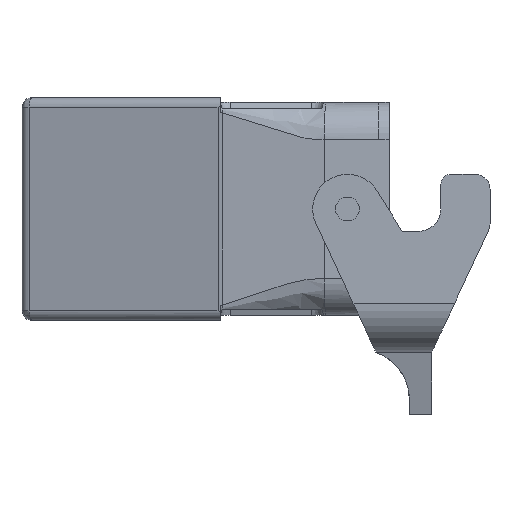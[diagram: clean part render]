
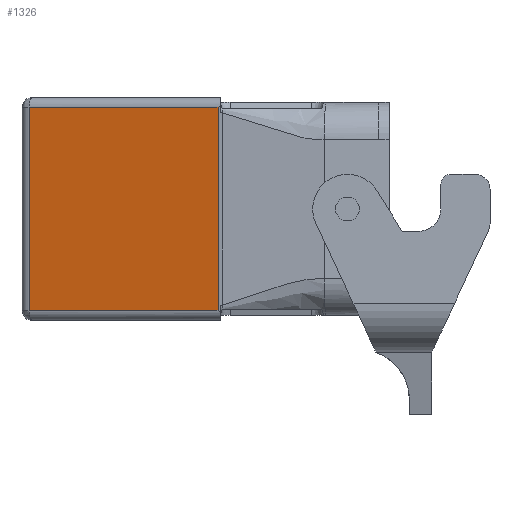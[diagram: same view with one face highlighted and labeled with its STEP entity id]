
A CAD part, left-side view. The second image highlights one B-rep face of the part: STEP entity #1326.
In plain terms, the highlighted planar face has unit normal (-0.966, 0.259, 0).
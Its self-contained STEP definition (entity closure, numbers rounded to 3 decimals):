
#1054=PLANE('',#6160);
#1326=ADVANCED_FACE('',(#1596),#1054,.F.);
#1596=FACE_OUTER_BOUND('',#1915,.T.);
#1915=EDGE_LOOP('',(#4292,#4293,#4294,#4295));
#2431=LINE('',#10217,#2942);
#2432=LINE('',#10219,#2943);
#2433=LINE('',#10221,#2944);
#2434=LINE('',#10223,#2945);
#2942=VECTOR('',#7397,1.);
#2943=VECTOR('',#7400,1.);
#2944=VECTOR('',#7401,1.);
#2945=VECTOR('',#7402,1.);
#4292=ORIENTED_EDGE('',*,*,#5529,.F.);
#4293=ORIENTED_EDGE('',*,*,#5528,.F.);
#4294=ORIENTED_EDGE('',*,*,#5530,.F.);
#4295=ORIENTED_EDGE('',*,*,#5531,.F.);
#4831=VERTEX_POINT('',#10209);
#4833=VERTEX_POINT('',#10216);
#4834=VERTEX_POINT('',#10220);
#4835=VERTEX_POINT('',#10222);
#5528=EDGE_CURVE('',#4833,#4831,#2431,.T.);
#5529=EDGE_CURVE('',#4831,#4834,#2432,.T.);
#5530=EDGE_CURVE('',#4835,#4833,#2433,.T.);
#5531=EDGE_CURVE('',#4834,#4835,#2434,.T.);
#6160=AXIS2_PLACEMENT_3D('',#10224,#7403,#7404);
#7397=DIRECTION('',(0.,0.,-1.));
#7400=DIRECTION('',(0.259,0.966,0.));
#7401=DIRECTION('',(-0.259,-0.966,0.));
#7402=DIRECTION('',(0.,0.,1.));
#7403=DIRECTION('',(0.966,-0.259,0.));
#7404=DIRECTION('',(0.259,0.966,0.));
#10209=CARTESIAN_POINT('',(-34.348,23.423,-20.5));
#10216=CARTESIAN_POINT('',(-34.348,23.423,20.5));
#10217=CARTESIAN_POINT('',(-34.348,23.423,20.5));
#10219=CARTESIAN_POINT('',(-34.348,23.423,-20.5));
#10220=CARTESIAN_POINT('',(-24.141,61.518,-20.5));
#10221=CARTESIAN_POINT('',(-24.141,61.518,20.5));
#10222=CARTESIAN_POINT('',(-24.141,61.518,20.5));
#10223=CARTESIAN_POINT('',(-24.141,61.518,-20.5));
#10224=CARTESIAN_POINT('',(-34.488,22.903,-22.6));
